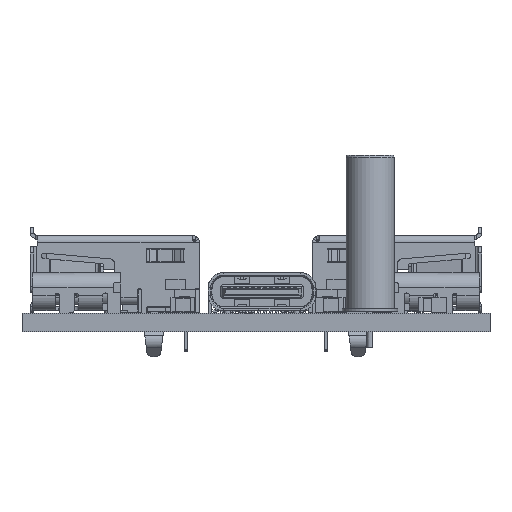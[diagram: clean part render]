
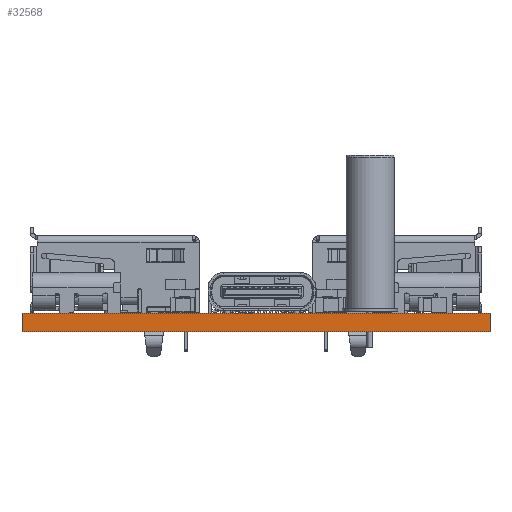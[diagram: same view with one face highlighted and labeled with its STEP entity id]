
A CAD part, front view. The second image highlights one B-rep face of the part: STEP entity #32568.
In plain terms, the highlighted planar face has unit normal (0, -1, 0).
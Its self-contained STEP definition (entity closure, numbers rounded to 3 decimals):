
#2236=FACE_OUTER_BOUND('',#4109,.T.);
#4109=EDGE_LOOP('',(#22605,#22606,#22607,#22608));
#6307=LINE('',#48145,#10093);
#6308=LINE('',#48147,#10094);
#6309=LINE('',#48149,#10095);
#6310=LINE('',#48150,#10096);
#10093=VECTOR('',#38567,1.);
#10094=VECTOR('',#38568,1.);
#10095=VECTOR('',#38569,1.);
#10096=VECTOR('',#38570,1.);
#13811=VERTEX_POINT('',#48143);
#13812=VERTEX_POINT('',#48144);
#13813=VERTEX_POINT('',#48146);
#13814=VERTEX_POINT('',#48148);
#17137=EDGE_CURVE('',#13811,#13812,#6307,.T.);
#17138=EDGE_CURVE('',#13812,#13813,#6308,.T.);
#17139=EDGE_CURVE('',#13814,#13813,#6309,.T.);
#17140=EDGE_CURVE('',#13811,#13814,#6310,.T.);
#22605=ORIENTED_EDGE('',*,*,#17137,.T.);
#22606=ORIENTED_EDGE('',*,*,#17138,.T.);
#22607=ORIENTED_EDGE('',*,*,#17139,.F.);
#22608=ORIENTED_EDGE('',*,*,#17140,.F.);
#31120=PLANE('',#34757);
#32568=ADVANCED_FACE('',(#2236),#31120,.T.);
#34757=AXIS2_PLACEMENT_3D('',#48142,#38565,#38566);
#38565=DIRECTION('center_axis',(0.,-1.,0.));
#38566=DIRECTION('ref_axis',(-1.,0.,0.));
#38567=DIRECTION('',(0.,0.,1.));
#38568=DIRECTION('',(-1.,0.,0.));
#38569=DIRECTION('',(0.,0.,1.));
#38570=DIRECTION('',(-1.,0.,0.));
#48142=CARTESIAN_POINT('Origin',(60.5,-136.,0.));
#48143=CARTESIAN_POINT('',(60.5,-136.,0.));
#48144=CARTESIAN_POINT('',(60.5,-136.,1.51));
#48145=CARTESIAN_POINT('',(60.5,-136.,0.));
#48146=CARTESIAN_POINT('',(21.5,-136.,1.51));
#48147=CARTESIAN_POINT('',(60.5,-136.,1.51));
#48148=CARTESIAN_POINT('',(21.5,-136.,0.));
#48149=CARTESIAN_POINT('',(21.5,-136.,0.));
#48150=CARTESIAN_POINT('',(60.5,-136.,0.));
